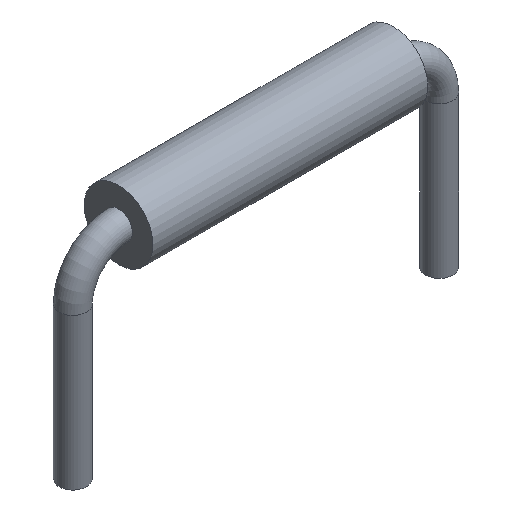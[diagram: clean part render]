
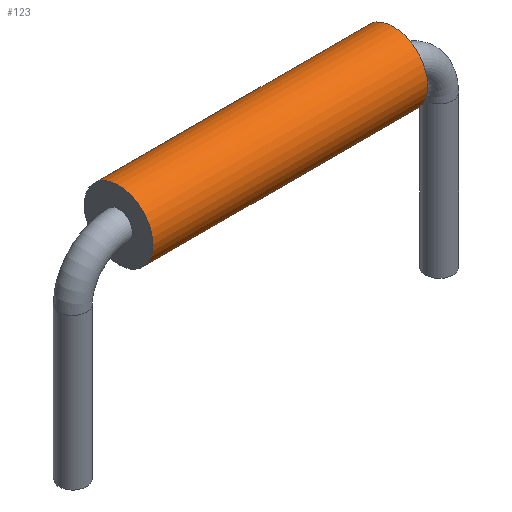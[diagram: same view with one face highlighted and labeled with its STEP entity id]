
A CAD part, isometric view. The second image highlights one B-rep face of the part: STEP entity #123.
In plain terms, the highlighted cylindrical face has radius 0.75 mm (diameter 1.5 mm), a full revolution.
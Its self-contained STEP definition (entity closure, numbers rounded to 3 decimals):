
#107 = EDGE_CURVE('',#108,#108,#110,.T.);
#108 = VERTEX_POINT('',#109);
#109 = CARTESIAN_POINT('',(1.,0.75,1.3));
#110 = CIRCLE('',#111,0.75);
#111 = AXIS2_PLACEMENT_3D('',#112,#113,#114);
#112 = CARTESIAN_POINT('',(1.,0.,1.3));
#113 = DIRECTION('',(1.,0.,0.));
#114 = DIRECTION('',(0.,1.,0.));
#123 = ADVANCED_FACE('',(#124),#143,.T.);
#124 = FACE_BOUND('',#125,.T.);
#125 = EDGE_LOOP('',(#126,#127,#135,#142));
#126 = ORIENTED_EDGE('',*,*,#107,.T.);
#127 = ORIENTED_EDGE('',*,*,#128,.T.);
#128 = EDGE_CURVE('',#108,#129,#131,.T.);
#129 = VERTEX_POINT('',#130);
#130 = CARTESIAN_POINT('',(7.,0.75,1.3));
#131 = LINE('',#132,#133);
#132 = CARTESIAN_POINT('',(1.,0.75,1.3));
#133 = VECTOR('',#134,1.);
#134 = DIRECTION('',(1.,0.,0.));
#135 = ORIENTED_EDGE('',*,*,#136,.F.);
#136 = EDGE_CURVE('',#129,#129,#137,.T.);
#137 = CIRCLE('',#138,0.75);
#138 = AXIS2_PLACEMENT_3D('',#139,#140,#141);
#139 = CARTESIAN_POINT('',(7.,0.,1.3));
#140 = DIRECTION('',(1.,0.,0.));
#141 = DIRECTION('',(0.,1.,0.));
#142 = ORIENTED_EDGE('',*,*,#128,.F.);
#143 = CYLINDRICAL_SURFACE('',#144,0.75);
#144 = AXIS2_PLACEMENT_3D('',#145,#146,#147);
#145 = CARTESIAN_POINT('',(1.,0.,1.3));
#146 = DIRECTION('',(-1.,0.,0.));
#147 = DIRECTION('',(0.,1.,0.));
